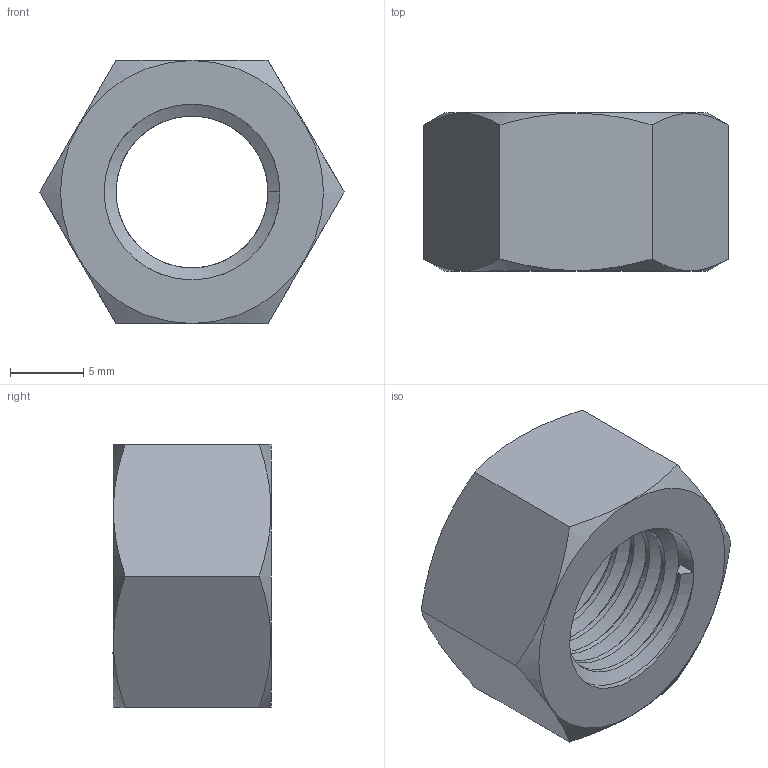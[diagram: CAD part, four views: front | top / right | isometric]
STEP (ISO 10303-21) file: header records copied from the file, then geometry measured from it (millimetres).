
FILE_DESCRIPTION (( 'STEP AP203' ), '1' );
FILE_NAME ('M12 Nut.STEP', '2022-02-24T13:47:23', ( '' ), ( '' ), 'SwSTEP 2.0', 'SolidWorks 2020', '' );
FILE_SCHEMA (( 'CONFIG_CONTROL_DESIGN' ));
Length unit declared in the file: millimetre
Products named in the file (1): M12 Nut
Bounding box: 20.78 x 10.81 x 18 mm (x, y, z)
Volume: 1950.3 mm3; surface area: 1570.2 mm2
Topology: 1 solids, 1 shells, 34 faces, 92 edges, 60 vertices
Faces by surface type: cylinder 16, plane 10, cone 4, bspline 4
Entity records: 2367 total; most frequent: CARTESIAN_POINT 1575, ORIENTED_EDGE 184, DIRECTION 110, EDGE_CURVE 92, VERTEX_POINT 60, AXIS2_PLACEMENT_3D 42, EDGE_LOOP 36, ADVANCED_FACE 34
